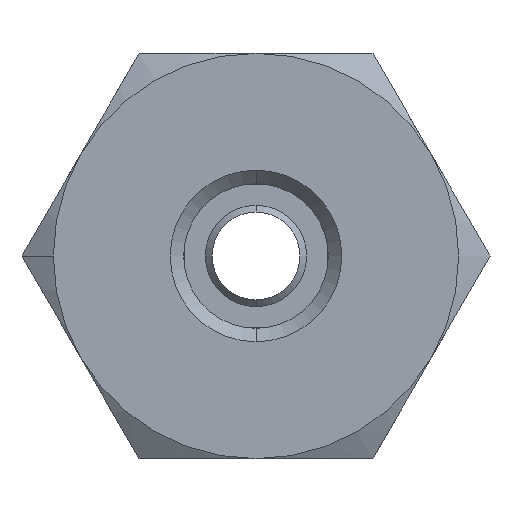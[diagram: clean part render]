
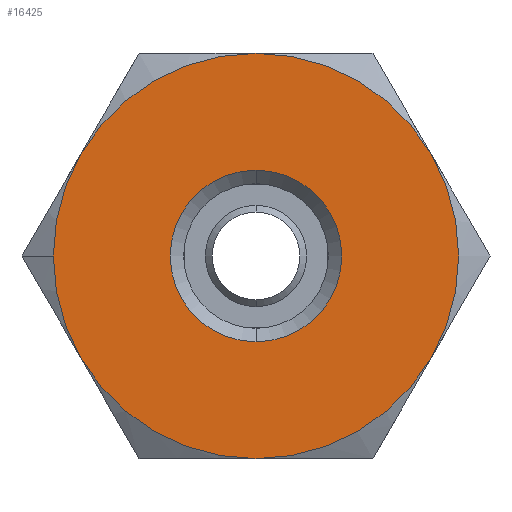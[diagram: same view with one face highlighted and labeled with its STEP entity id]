
A CAD part, front view. The second image highlights one B-rep face of the part: STEP entity #16425.
In plain terms, the highlighted planar face has unit normal (0, -1, 0).
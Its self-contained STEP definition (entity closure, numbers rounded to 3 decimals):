
#208 = CARTESIAN_POINT ( 'NONE',  ( 0., 0., -5.08 ) ) ;
#319 = VERTEX_POINT ( 'NONE', #8640 ) ;
#437 = VERTEX_POINT ( 'NONE', #4115 ) ;
#455 = EDGE_LOOP ( 'NONE', ( #3647, #8838 ) ) ;
#693 = EDGE_CURVE ( 'NONE', #6720, #5632, #8097, .T. ) ;
#1267 = CIRCLE ( 'NONE', #20531, 12. ) ;
#1281 = CIRCLE ( 'NONE', #15745, 12. ) ;
#1467 = ORIENTED_EDGE ( 'NONE', *, *, #13268, .T. ) ;
#1627 = FACE_BOUND ( 'NONE', #455, .T. ) ;
#2225 = DIRECTION ( 'NONE',  ( 0., 1., 0. ) ) ;
#2348 = DIRECTION ( 'NONE',  ( 0., 0., -1. ) ) ;
#3073 = EDGE_CURVE ( 'NONE', #319, #11821, #12829, .T. ) ;
#3501 = DIRECTION ( 'NONE',  ( 0., 0., -1. ) ) ;
#3620 = CARTESIAN_POINT ( 'NONE',  ( 0., 0., 0. ) ) ;
#3647 = ORIENTED_EDGE ( 'NONE', *, *, #693, .T. ) ;
#3658 = DIRECTION ( 'NONE',  ( 0., -1., 0. ) ) ;
#3814 = ORIENTED_EDGE ( 'NONE', *, *, #16363, .F. ) ;
#3933 = DIRECTION ( 'NONE',  ( 0., 1., 0. ) ) ;
#3977 = CARTESIAN_POINT ( 'NONE',  ( 0., 0., 12. ) ) ;
#4115 = CARTESIAN_POINT ( 'NONE',  ( 10.392, 0., 6. ) ) ;
#4273 = CARTESIAN_POINT ( 'NONE',  ( 0., 0., -12. ) ) ;
#4912 = PLANE ( 'NONE',  #7059 ) ;
#5632 = VERTEX_POINT ( 'NONE', #20294 ) ;
#6061 = VERTEX_POINT ( 'NONE', #13764 ) ;
#6243 = DIRECTION ( 'NONE',  ( 0., 0., -1. ) ) ;
#6545 = CARTESIAN_POINT ( 'NONE',  ( 20.785, 0., -12. ) ) ;
#6613 = DIRECTION ( 'NONE',  ( 0., 0., -1. ) ) ;
#6714 = CARTESIAN_POINT ( 'NONE',  ( 0., 0., 0. ) ) ;
#6720 = VERTEX_POINT ( 'NONE', #208 ) ;
#6815 = DIRECTION ( 'NONE',  ( 0., 1., 0. ) ) ;
#6936 = DIRECTION ( 'NONE',  ( 0., 0., -1. ) ) ;
#6987 = EDGE_CURVE ( 'NONE', #7764, #9862, #17131, .T. ) ;
#7059 = AXIS2_PLACEMENT_3D ( 'NONE', #6545, #3658, #8163 ) ;
#7419 = ORIENTED_EDGE ( 'NONE', *, *, #12154, .F. ) ;
#7764 = VERTEX_POINT ( 'NONE', #18290 ) ;
#7772 = AXIS2_PLACEMENT_3D ( 'NONE', #18953, #19257, #7804 ) ;
#7804 = DIRECTION ( 'NONE',  ( 0., 0., -1. ) ) ;
#7880 = CIRCLE ( 'NONE', #18595, 5.08 ) ;
#8080 = CARTESIAN_POINT ( 'NONE',  ( -12., 0., 0. ) ) ;
#8097 = CIRCLE ( 'NONE', #21192, 5.08 ) ;
#8163 = DIRECTION ( 'NONE',  ( 0., 0., -1. ) ) ;
#8503 = CARTESIAN_POINT ( 'NONE',  ( 0., 0., 0. ) ) ;
#8640 = CARTESIAN_POINT ( 'NONE',  ( 10.392, 0., -6. ) ) ;
#8838 = ORIENTED_EDGE ( 'NONE', *, *, #19987, .T. ) ;
#9535 = EDGE_LOOP ( 'NONE', ( #7419, #11956, #14515, #1467, #19233, #3814, #20226 ) ) ;
#9862 = VERTEX_POINT ( 'NONE', #8080 ) ;
#10042 = DIRECTION ( 'NONE',  ( 0., 1., 0. ) ) ;
#10148 = CIRCLE ( 'NONE', #10508, 12. ) ;
#10508 = AXIS2_PLACEMENT_3D ( 'NONE', #17811, #11335, #6243 ) ;
#10744 = CARTESIAN_POINT ( 'NONE',  ( 0., 0., 0. ) ) ;
#11313 = DIRECTION ( 'NONE',  ( 0., 1., 0. ) ) ;
#11335 = DIRECTION ( 'NONE',  ( 0., 1., 0. ) ) ;
#11448 = CIRCLE ( 'NONE', #12145, 12. ) ;
#11617 = CARTESIAN_POINT ( 'NONE',  ( 0., 0., 0. ) ) ;
#11821 = VERTEX_POINT ( 'NONE', #4273 ) ;
#11956 = ORIENTED_EDGE ( 'NONE', *, *, #3073, .F. ) ;
#12112 = AXIS2_PLACEMENT_3D ( 'NONE', #6714, #2225, #6613 ) ;
#12145 = AXIS2_PLACEMENT_3D ( 'NONE', #15904, #17295, #12441 ) ;
#12154 = EDGE_CURVE ( 'NONE', #11821, #7764, #1281, .T. ) ;
#12441 = DIRECTION ( 'NONE',  ( 1., 0., 0. ) ) ;
#12800 = EDGE_CURVE ( 'NONE', #437, #319, #1267, .T. ) ;
#12829 = CIRCLE ( 'NONE', #12112, 12. ) ;
#13268 = EDGE_CURVE ( 'NONE', #437, #18467, #11448, .T. ) ;
#13764 = CARTESIAN_POINT ( 'NONE',  ( -10.392, 0., 6. ) ) ;
#13882 = DIRECTION ( 'NONE',  ( 0., 1., 0. ) ) ;
#14515 = ORIENTED_EDGE ( 'NONE', *, *, #12800, .F. ) ;
#14789 = DIRECTION ( 'NONE',  ( 0., 0., -1. ) ) ;
#14869 = EDGE_CURVE ( 'NONE', #6061, #18467, #19308, .T. ) ;
#15485 = DIRECTION ( 'NONE',  ( 0., 0., -1. ) ) ;
#15745 = AXIS2_PLACEMENT_3D ( 'NONE', #10744, #3933, #2348 ) ;
#15904 = CARTESIAN_POINT ( 'NONE',  ( 0., 0., 0. ) ) ;
#16363 = EDGE_CURVE ( 'NONE', #9862, #6061, #10148, .T. ) ;
#16425 = ADVANCED_FACE ( 'NONE', ( #1627, #16622 ), #4912, .T. ) ;
#16622 = FACE_OUTER_BOUND ( 'NONE', #9535, .T. ) ;
#17131 = CIRCLE ( 'NONE', #7772, 12. ) ;
#17295 = DIRECTION ( 'NONE',  ( 0., -1., 0. ) ) ;
#17605 = AXIS2_PLACEMENT_3D ( 'NONE', #11617, #6815, #3501 ) ;
#17811 = CARTESIAN_POINT ( 'NONE',  ( 0., 0., 0. ) ) ;
#18290 = CARTESIAN_POINT ( 'NONE',  ( -10.392, 0., -6. ) ) ;
#18467 = VERTEX_POINT ( 'NONE', #3977 ) ;
#18595 = AXIS2_PLACEMENT_3D ( 'NONE', #3620, #13882, #6936 ) ;
#18953 = CARTESIAN_POINT ( 'NONE',  ( 0., 0., 0. ) ) ;
#19233 = ORIENTED_EDGE ( 'NONE', *, *, #14869, .F. ) ;
#19257 = DIRECTION ( 'NONE',  ( 0., 1., 0. ) ) ;
#19308 = CIRCLE ( 'NONE', #17605, 12. ) ;
#19480 = CARTESIAN_POINT ( 'NONE',  ( 0., 0., 0. ) ) ;
#19987 = EDGE_CURVE ( 'NONE', #5632, #6720, #7880, .T. ) ;
#20226 = ORIENTED_EDGE ( 'NONE', *, *, #6987, .F. ) ;
#20294 = CARTESIAN_POINT ( 'NONE',  ( 0., 0., 5.08 ) ) ;
#20531 = AXIS2_PLACEMENT_3D ( 'NONE', #19480, #11313, #15485 ) ;
#21192 = AXIS2_PLACEMENT_3D ( 'NONE', #8503, #10042, #14789 ) ;
